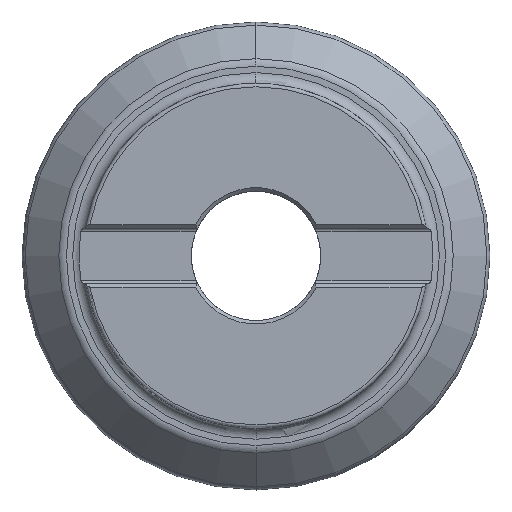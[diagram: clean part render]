
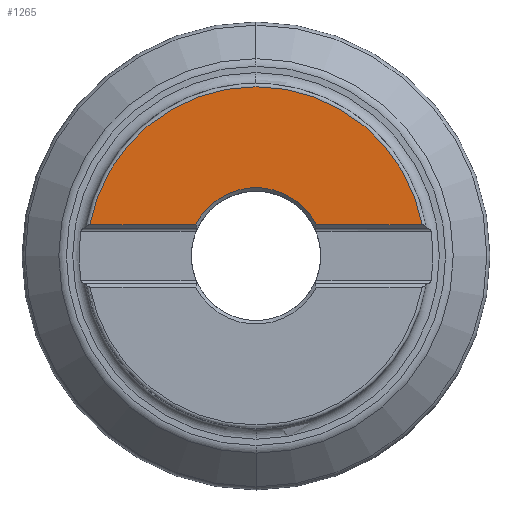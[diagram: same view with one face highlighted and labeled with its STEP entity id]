
A CAD part, top view. The second image highlights one B-rep face of the part: STEP entity #1265.
In plain terms, the highlighted face is planar.
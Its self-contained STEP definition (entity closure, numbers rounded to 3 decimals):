
#101=CARTESIAN_POINT('',(0.,0.,0.));
#102=DIRECTION('',(0.,0.,-1.));
#103=DIRECTION('',(-0.983,0.184,0.));
#104=AXIS2_PLACEMENT_3D('',#101,#102,#103);
#461=CARTESIAN_POINT('',(0.,0.,0.));
#462=DIRECTION('',(0.,0.,1.));
#463=DIRECTION('',(0.889,0.457,0.));
#464=AXIS2_PLACEMENT_3D('',#461,#462,#463);
#477=DIRECTION('',(1.,0.,0.));
#478=VECTOR('',#477,48.954);
#479=CARTESIAN_POINT('',(28.103,14.45,0.));
#480=LINE('',#479,#478);
#522=DIRECTION('',(1.,0.,0.));
#523=VECTOR('',#522,48.954);
#524=CARTESIAN_POINT('',(-77.057,14.45,0.));
#525=LINE('',#524,#523);
#1190=CARTESIAN_POINT('',(-77.057,14.45,0.));
#1191=CARTESIAN_POINT('',(-28.103,14.45,0.));
#1192=VERTEX_POINT('',#1190);
#1193=VERTEX_POINT('',#1191);
#1194=CARTESIAN_POINT('',(28.103,14.45,0.));
#1195=CARTESIAN_POINT('',(77.057,14.45,0.));
#1196=VERTEX_POINT('',#1194);
#1197=VERTEX_POINT('',#1195);
#1250=CARTESIAN_POINT('',(0.,0.,0.));
#1251=DIRECTION('',(0.,0.,-1.));
#1252=DIRECTION('',(0.,-1.,0.));
#1253=AXIS2_PLACEMENT_3D('',#1250,#1251,#1252);
#1254=PLANE('',#1253);
#1256=ORIENTED_EDGE('',*,*,#1255,.T.);
#1258=ORIENTED_EDGE('',*,*,#1257,.F.);
#1260=ORIENTED_EDGE('',*,*,#1259,.T.);
#1262=ORIENTED_EDGE('',*,*,#1261,.F.);
#1263=EDGE_LOOP('',(#1256,#1258,#1260,#1262));
#1264=FACE_OUTER_BOUND('',#1263,.F.);
#105=CIRCLE('',#104,78.4);
#465=CIRCLE('',#464,31.6);
#1255=EDGE_CURVE('',#1196,#1197,#480,.T.);
#1257=EDGE_CURVE('',#1192,#1197,#105,.T.);
#1259=EDGE_CURVE('',#1192,#1193,#525,.T.);
#1261=EDGE_CURVE('',#1196,#1193,#465,.T.);
#1265=ADVANCED_FACE('',(#1264),#1254,.T.);
